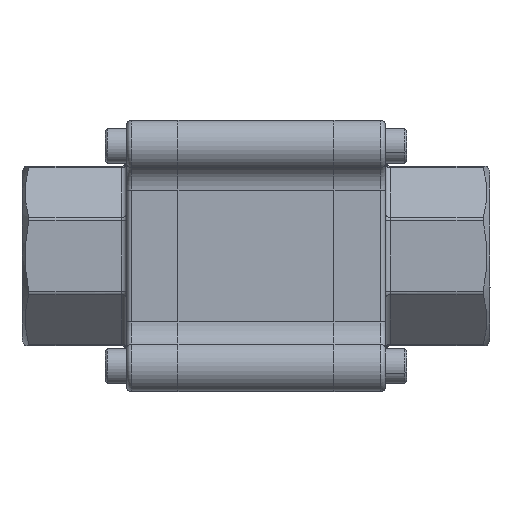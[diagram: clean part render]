
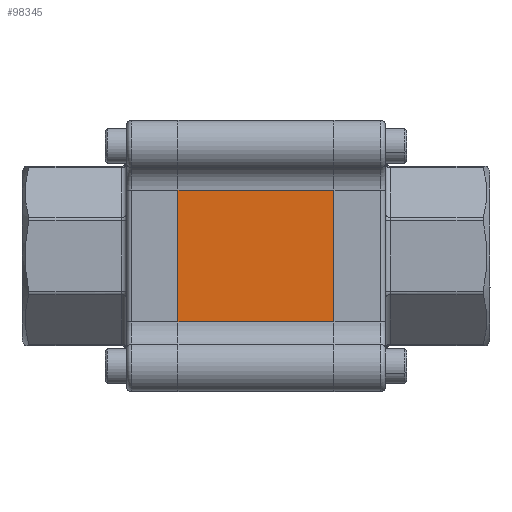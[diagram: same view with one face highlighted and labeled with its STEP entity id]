
A CAD part, front view. The second image highlights one B-rep face of the part: STEP entity #98345.
In plain terms, the highlighted planar face has unit normal (0, -1, 0).
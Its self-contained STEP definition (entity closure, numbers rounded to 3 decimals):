
#2968 = CARTESIAN_POINT ( 'NONE',  ( 15.2, -21.5, 12.84 ) ) ;
#8119 = PLANE ( 'NONE',  #51470 ) ;
#8631 = DIRECTION ( 'NONE',  ( 0., 1., 0. ) ) ;
#12339 = LINE ( 'NONE', #52918, #39263 ) ;
#13094 = LINE ( 'NONE', #21427, #39599 ) ;
#13148 = EDGE_CURVE ( 'NONE', #102439, #32402, #12339, .T. ) ;
#16440 = CARTESIAN_POINT ( 'NONE',  ( 90.153, -21.5, 12.84 ) ) ;
#19516 = CARTESIAN_POINT ( 'NONE',  ( -15.2, -21.5, 12.84 ) ) ;
#20028 = VECTOR ( 'NONE', #47350, 1000. ) ;
#21427 = CARTESIAN_POINT ( 'NONE',  ( 90.153, -21.5, -12.84 ) ) ;
#22931 = EDGE_LOOP ( 'NONE', ( #25906, #60174, #28103, #80655 ) ) ;
#24252 = FACE_OUTER_BOUND ( 'NONE', #22931, .T. ) ;
#24888 = VECTOR ( 'NONE', #83924, 1000. ) ;
#25906 = ORIENTED_EDGE ( 'NONE', *, *, #13148, .F. ) ;
#26729 = CARTESIAN_POINT ( 'NONE',  ( -15.2, -21.5, -12.84 ) ) ;
#28103 = ORIENTED_EDGE ( 'NONE', *, *, #79895, .T. ) ;
#29796 = CARTESIAN_POINT ( 'NONE',  ( 15.2, -21.5, -12.84 ) ) ;
#32066 = DIRECTION ( 'NONE',  ( 0., 0., 1. ) ) ;
#32402 = VERTEX_POINT ( 'NONE', #29796 ) ;
#37593 = CARTESIAN_POINT ( 'NONE',  ( 90.153, -21.5, 12.84 ) ) ;
#39263 = VECTOR ( 'NONE', #45619, 1000. ) ;
#39599 = VECTOR ( 'NONE', #77618, 1000. ) ;
#43336 = LINE ( 'NONE', #37593, #24888 ) ;
#43409 = VERTEX_POINT ( 'NONE', #19516 ) ;
#45196 = VERTEX_POINT ( 'NONE', #26729 ) ;
#45619 = DIRECTION ( 'NONE',  ( 0., 0., -1. ) ) ;
#47350 = DIRECTION ( 'NONE',  ( 0., 0., -1. ) ) ;
#49415 = CARTESIAN_POINT ( 'NONE',  ( -15.2, -21.5, 12.84 ) ) ;
#51470 = AXIS2_PLACEMENT_3D ( 'NONE', #16440, #8631, #32066 ) ;
#52918 = CARTESIAN_POINT ( 'NONE',  ( 15.2, -21.5, 12.84 ) ) ;
#56713 = LINE ( 'NONE', #49415, #20028 ) ;
#60174 = ORIENTED_EDGE ( 'NONE', *, *, #99313, .T. ) ;
#77618 = DIRECTION ( 'NONE',  ( -1., 0., 0. ) ) ;
#79895 = EDGE_CURVE ( 'NONE', #43409, #45196, #56713, .T. ) ;
#80655 = ORIENTED_EDGE ( 'NONE', *, *, #88816, .F. ) ;
#83924 = DIRECTION ( 'NONE',  ( -1., 0., 0. ) ) ;
#88816 = EDGE_CURVE ( 'NONE', #32402, #45196, #13094, .T. ) ;
#98345 = ADVANCED_FACE ( 'NONE', ( #24252 ), #8119, .F. ) ;
#99313 = EDGE_CURVE ( 'NONE', #102439, #43409, #43336, .T. ) ;
#102439 = VERTEX_POINT ( 'NONE', #2968 ) ;
